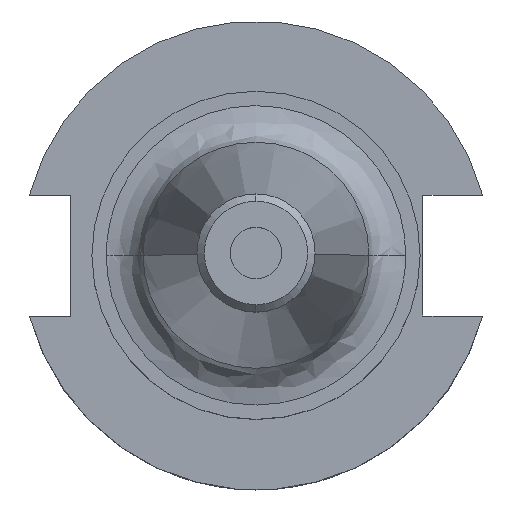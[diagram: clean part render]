
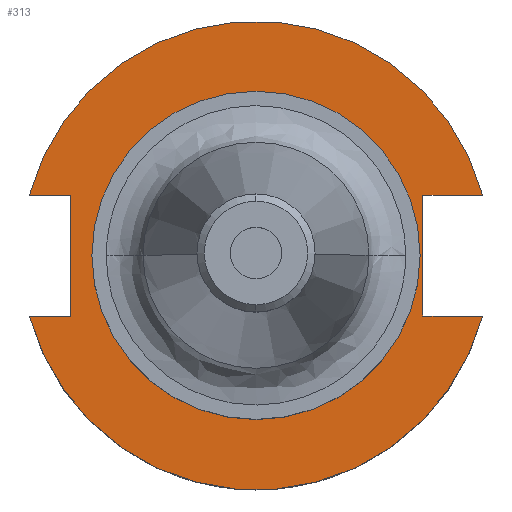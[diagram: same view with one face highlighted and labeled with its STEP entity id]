
A CAD part, top view. The second image highlights one B-rep face of the part: STEP entity #313.
In plain terms, the highlighted planar face has unit normal (0, 0, 1).
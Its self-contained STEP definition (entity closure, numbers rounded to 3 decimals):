
#13 = LINE ( 'NONE', #302, #431 ) ;
#29 = DIRECTION ( 'NONE',  ( 0., -1., 0. ) ) ;
#86 = AXIS2_PLACEMENT_3D ( 'NONE', #2004, #1047, #105 ) ;
#101 = AXIS2_PLACEMENT_3D ( 'NONE', #1330, #1647, #626 ) ;
#105 = DIRECTION ( 'NONE',  ( 1., 0., 0. ) ) ;
#146 = EDGE_CURVE ( 'NONE', #1085, #1311, #614, .T. ) ;
#153 = CARTESIAN_POINT ( 'NONE',  ( 0., 8.192, 19.05 ) ) ;
#156 = DIRECTION ( 'NONE',  ( -1., 0., 0. ) ) ;
#198 = AXIS2_PLACEMENT_3D ( 'NONE', #1998, #258, #1359 ) ;
#258 = DIRECTION ( 'NONE',  ( 0., 0., -1. ) ) ;
#262 = CIRCLE ( 'NONE', #451, 31.75 ) ;
#302 = CARTESIAN_POINT ( 'NONE',  ( -25.091, 0., 19.05 ) ) ;
#311 = DIRECTION ( 'NONE',  ( 0., -1., 0. ) ) ;
#313 = ADVANCED_FACE ( 'NONE', ( #1049, #1578 ), #1678, .F. ) ;
#317 = EDGE_CURVE ( 'NONE', #1581, #1431, #812, .T. ) ;
#318 = EDGE_CURVE ( 'NONE', #1467, #836, #674, .T. ) ;
#324 = VERTEX_POINT ( 'NONE', #1851 ) ;
#378 = ORIENTED_EDGE ( 'NONE', *, *, #461, .F. ) ;
#383 = VECTOR ( 'NONE', #156, 1000. ) ;
#386 = VECTOR ( 'NONE', #952, 1000. ) ;
#408 = CARTESIAN_POINT ( 'NONE',  ( 0., -8.192, 19.05 ) ) ;
#431 = VECTOR ( 'NONE', #311, 1000. ) ;
#451 = AXIS2_PLACEMENT_3D ( 'NONE', #1250, #1244, #1242 ) ;
#461 = EDGE_CURVE ( 'NONE', #1740, #1581, #1805, .T. ) ;
#609 = VECTOR ( 'NONE', #1807, 1000. ) ;
#614 = CIRCLE ( 'NONE', #673, 22.225 ) ;
#626 = DIRECTION ( 'NONE',  ( 0., -1., 0. ) ) ;
#635 = ORIENTED_EDGE ( 'NONE', *, *, #1416, .F. ) ;
#650 = ORIENTED_EDGE ( 'NONE', *, *, #146, .F. ) ;
#673 = AXIS2_PLACEMENT_3D ( 'NONE', #1934, #963, #29 ) ;
#674 = CIRCLE ( 'NONE', #86, 31.75 ) ;
#682 = EDGE_CURVE ( 'NONE', #1311, #1085, #830, .T. ) ;
#726 = CARTESIAN_POINT ( 'NONE',  ( -25.091, -8.191, 19.05 ) ) ;
#737 = DIRECTION ( 'NONE',  ( 1., 0., 0. ) ) ;
#774 = VERTEX_POINT ( 'NONE', #726 ) ;
#812 = LINE ( 'NONE', #408, #900 ) ;
#829 = EDGE_CURVE ( 'NONE', #774, #324, #1826, .T. ) ;
#830 = CIRCLE ( 'NONE', #101, 22.225 ) ;
#836 = VERTEX_POINT ( 'NONE', #2033 ) ;
#865 = CARTESIAN_POINT ( 'NONE',  ( 0., 8.192, 19.05 ) ) ;
#896 = CARTESIAN_POINT ( 'NONE',  ( 22.606, -8.192, 19.05 ) ) ;
#900 = VECTOR ( 'NONE', #737, 1000. ) ;
#919 = DIRECTION ( 'NONE',  ( -1., 0., 0. ) ) ;
#952 = DIRECTION ( 'NONE',  ( 0., -1., 0. ) ) ;
#963 = DIRECTION ( 'NONE',  ( 0., 0., 1. ) ) ;
#1047 = DIRECTION ( 'NONE',  ( 0., 0., -1. ) ) ;
#1049 = FACE_BOUND ( 'NONE', #1465, .T. ) ;
#1060 = CARTESIAN_POINT ( 'NONE',  ( 30.675, -8.192, 19.05 ) ) ;
#1085 = VERTEX_POINT ( 'NONE', #1430 ) ;
#1123 = CARTESIAN_POINT ( 'NONE',  ( -25.091, 8.192, 19.05 ) ) ;
#1129 = EDGE_LOOP ( 'NONE', ( #1896, #1283, #1281, #378, #635, #1866, #1178, #1159 ) ) ;
#1159 = ORIENTED_EDGE ( 'NONE', *, *, #1668, .T. ) ;
#1178 = ORIENTED_EDGE ( 'NONE', *, *, #1697, .F. ) ;
#1242 = DIRECTION ( 'NONE',  ( 1., 0., 0. ) ) ;
#1244 = DIRECTION ( 'NONE',  ( 0., 0., -1. ) ) ;
#1250 = CARTESIAN_POINT ( 'NONE',  ( 0., 0., 19.05 ) ) ;
#1281 = ORIENTED_EDGE ( 'NONE', *, *, #317, .F. ) ;
#1283 = ORIENTED_EDGE ( 'NONE', *, *, #1521, .F. ) ;
#1311 = VERTEX_POINT ( 'NONE', #2025 ) ;
#1316 = CARTESIAN_POINT ( 'NONE',  ( 22.606, 0., 19.05 ) ) ;
#1330 = CARTESIAN_POINT ( 'NONE',  ( 0., 0., 19.05 ) ) ;
#1359 = DIRECTION ( 'NONE',  ( -1., 0., 0. ) ) ;
#1416 = EDGE_CURVE ( 'NONE', #836, #1740, #1999, .T. ) ;
#1430 = CARTESIAN_POINT ( 'NONE',  ( 0., -22.225, 19.05 ) ) ;
#1431 = VERTEX_POINT ( 'NONE', #1060 ) ;
#1465 = EDGE_LOOP ( 'NONE', ( #650, #1899 ) ) ;
#1467 = VERTEX_POINT ( 'NONE', #1559 ) ;
#1521 = EDGE_CURVE ( 'NONE', #1431, #324, #262, .T. ) ;
#1559 = CARTESIAN_POINT ( 'NONE',  ( -30.675, 8.192, 19.05 ) ) ;
#1573 = VECTOR ( 'NONE', #919, 1000. ) ;
#1578 = FACE_OUTER_BOUND ( 'NONE', #1129, .T. ) ;
#1581 = VERTEX_POINT ( 'NONE', #896 ) ;
#1645 = VERTEX_POINT ( 'NONE', #1123 ) ;
#1647 = DIRECTION ( 'NONE',  ( 0., 0., 1. ) ) ;
#1668 = EDGE_CURVE ( 'NONE', #1645, #774, #13, .T. ) ;
#1678 = PLANE ( 'NONE',  #198 ) ;
#1697 = EDGE_CURVE ( 'NONE', #1645, #1467, #2016, .T. ) ;
#1740 = VERTEX_POINT ( 'NONE', #1890 ) ;
#1805 = LINE ( 'NONE', #1316, #386 ) ;
#1807 = DIRECTION ( 'NONE',  ( -1., 0., 0. ) ) ;
#1826 = LINE ( 'NONE', #1976, #609 ) ;
#1851 = CARTESIAN_POINT ( 'NONE',  ( -30.675, -8.191, 19.05 ) ) ;
#1866 = ORIENTED_EDGE ( 'NONE', *, *, #318, .F. ) ;
#1890 = CARTESIAN_POINT ( 'NONE',  ( 22.606, 8.192, 19.05 ) ) ;
#1896 = ORIENTED_EDGE ( 'NONE', *, *, #829, .T. ) ;
#1899 = ORIENTED_EDGE ( 'NONE', *, *, #682, .F. ) ;
#1934 = CARTESIAN_POINT ( 'NONE',  ( 0., 0., 19.05 ) ) ;
#1976 = CARTESIAN_POINT ( 'NONE',  ( -27.883, -8.191, 19.05 ) ) ;
#1998 = CARTESIAN_POINT ( 'NONE',  ( 31.043, -32.131, 19.05 ) ) ;
#1999 = LINE ( 'NONE', #865, #1573 ) ;
#2004 = CARTESIAN_POINT ( 'NONE',  ( 0., 0., 19.05 ) ) ;
#2016 = LINE ( 'NONE', #153, #383 ) ;
#2025 = CARTESIAN_POINT ( 'NONE',  ( 0., 22.225, 19.05 ) ) ;
#2033 = CARTESIAN_POINT ( 'NONE',  ( 30.675, 8.192, 19.05 ) ) ;
